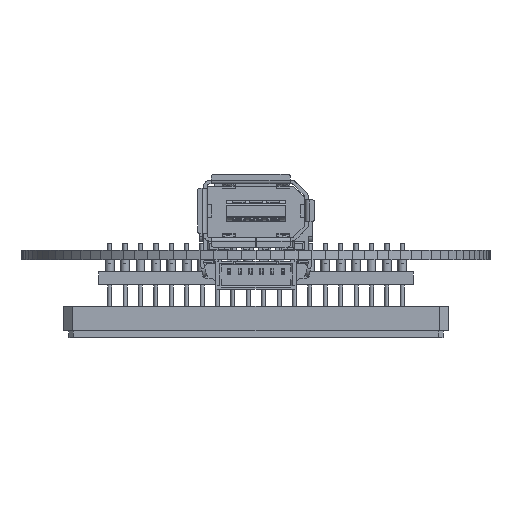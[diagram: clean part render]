
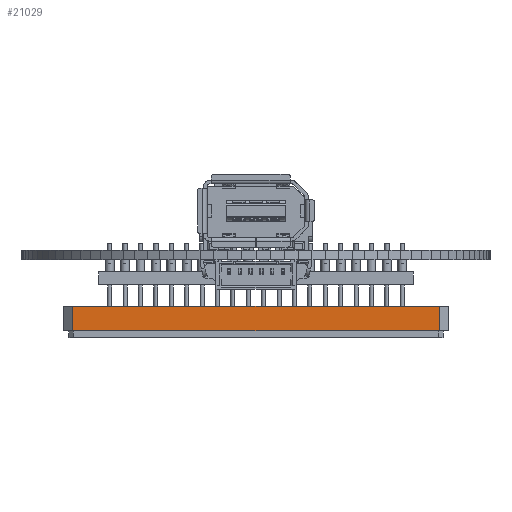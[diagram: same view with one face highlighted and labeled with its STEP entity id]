
A CAD part, front view. The second image highlights one B-rep face of the part: STEP entity #21029.
In plain terms, the highlighted face is planar.
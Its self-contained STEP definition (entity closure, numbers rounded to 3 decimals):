
#19760 = PLANE('',#19761);
#19761 = AXIS2_PLACEMENT_3D('',#19762,#19763,#19764);
#19762 = CARTESIAN_POINT('',(-22.225,-21.67,2.79));
#19763 = DIRECTION('',(0.,0.,-1.));
#19764 = DIRECTION('',(1.,0.,0.));
#19823 = EDGE_CURVE('',#19824,#19826,#19828,.T.);
#19824 = VERTEX_POINT('',#19825);
#19825 = CARTESIAN_POINT('',(-21.172,22.67,2.79));
#19826 = VERTEX_POINT('',#19827);
#19827 = CARTESIAN_POINT('',(21.172,22.67,2.79));
#19828 = SURFACE_CURVE('',#19829,(#19833,#19840),.PCURVE_S1.);
#19829 = LINE('',#19830,#19831);
#19830 = CARTESIAN_POINT('',(-22.225,22.67,2.79));
#19831 = VECTOR('',#19832,1.);
#19832 = DIRECTION('',(1.,0.,0.));
#19833 = PCURVE('',#19760,#19834);
#19834 = DEFINITIONAL_REPRESENTATION('',(#19835),#19839);
#19835 = LINE('',#19836,#19837);
#19836 = CARTESIAN_POINT('',(0.,-44.34));
#19837 = VECTOR('',#19838,1.);
#19838 = DIRECTION('',(1.,0.));
#19839 = ( GEOMETRIC_REPRESENTATION_CONTEXT(2) 
PARAMETRIC_REPRESENTATION_CONTEXT() REPRESENTATION_CONTEXT('2D SPACE',''
  ) );
#19840 = PCURVE('',#19841,#19846);
#19841 = PLANE('',#19842);
#19842 = AXIS2_PLACEMENT_3D('',#19843,#19844,#19845);
#19843 = CARTESIAN_POINT('',(-22.225,22.67,2.79));
#19844 = DIRECTION('',(0.,1.,0.));
#19845 = DIRECTION('',(1.,0.,0.));
#19846 = DEFINITIONAL_REPRESENTATION('',(#19847),#19851);
#19847 = LINE('',#19848,#19849);
#19848 = CARTESIAN_POINT('',(0.,0.));
#19849 = VECTOR('',#19850,1.);
#19850 = DIRECTION('',(1.,0.));
#19851 = ( GEOMETRIC_REPRESENTATION_CONTEXT(2) 
PARAMETRIC_REPRESENTATION_CONTEXT() REPRESENTATION_CONTEXT('2D SPACE',''
  ) );
#19869 = PLANE('',#19870);
#19870 = AXIS2_PLACEMENT_3D('',#19871,#19872,#19873);
#19871 = CARTESIAN_POINT('',(-22.579,21.264,2.79));
#19872 = DIRECTION('',(0.707,-0.707,0.));
#19873 = DIRECTION('',(-0.707,-0.707,0.));
#20035 = PLANE('',#20036);
#20036 = AXIS2_PLACEMENT_3D('',#20037,#20038,#20039);
#20037 = CARTESIAN_POINT('',(21.819,22.024,2.79));
#20038 = DIRECTION('',(-0.707,-0.707,0.));
#20039 = DIRECTION('',(-0.707,0.707,0.));
#20489 = PLANE('',#20490);
#20490 = AXIS2_PLACEMENT_3D('',#20491,#20492,#20493);
#20491 = CARTESIAN_POINT('',(-22.225,-21.67,-0.01));
#20492 = DIRECTION('',(0.,0.,-1.));
#20493 = DIRECTION('',(1.,0.,0.));
#21029 = ADVANCED_FACE('',(#21030),#19841,.T.);
#21030 = FACE_BOUND('',#21031,.T.);
#21031 = EDGE_LOOP('',(#21032,#21057,#21078,#21079));
#21032 = ORIENTED_EDGE('',*,*,#21033,.F.);
#21033 = EDGE_CURVE('',#21034,#21036,#21038,.T.);
#21034 = VERTEX_POINT('',#21035);
#21035 = CARTESIAN_POINT('',(-21.172,22.67,-0.01));
#21036 = VERTEX_POINT('',#21037);
#21037 = CARTESIAN_POINT('',(21.172,22.67,-0.01));
#21038 = SURFACE_CURVE('',#21039,(#21043,#21050),.PCURVE_S1.);
#21039 = LINE('',#21040,#21041);
#21040 = CARTESIAN_POINT('',(-22.225,22.67,-0.01));
#21041 = VECTOR('',#21042,1.);
#21042 = DIRECTION('',(1.,0.,0.));
#21043 = PCURVE('',#19841,#21044);
#21044 = DEFINITIONAL_REPRESENTATION('',(#21045),#21049);
#21045 = LINE('',#21046,#21047);
#21046 = CARTESIAN_POINT('',(0.,2.8));
#21047 = VECTOR('',#21048,1.);
#21048 = DIRECTION('',(1.,0.));
#21049 = ( GEOMETRIC_REPRESENTATION_CONTEXT(2) 
PARAMETRIC_REPRESENTATION_CONTEXT() REPRESENTATION_CONTEXT('2D SPACE',''
  ) );
#21050 = PCURVE('',#20489,#21051);
#21051 = DEFINITIONAL_REPRESENTATION('',(#21052),#21056);
#21052 = LINE('',#21053,#21054);
#21053 = CARTESIAN_POINT('',(0.,-44.34));
#21054 = VECTOR('',#21055,1.);
#21055 = DIRECTION('',(1.,0.));
#21056 = ( GEOMETRIC_REPRESENTATION_CONTEXT(2) 
PARAMETRIC_REPRESENTATION_CONTEXT() REPRESENTATION_CONTEXT('2D SPACE',''
  ) );
#21057 = ORIENTED_EDGE('',*,*,#21058,.T.);
#21058 = EDGE_CURVE('',#21034,#19824,#21059,.T.);
#21059 = SURFACE_CURVE('',#21060,(#21064,#21071),.PCURVE_S1.);
#21060 = LINE('',#21061,#21062);
#21061 = CARTESIAN_POINT('',(-21.172,22.67,2.79));
#21062 = VECTOR('',#21063,1.);
#21063 = DIRECTION('',(0.,0.,1.));
#21064 = PCURVE('',#19841,#21065);
#21065 = DEFINITIONAL_REPRESENTATION('',(#21066),#21070);
#21066 = LINE('',#21067,#21068);
#21067 = CARTESIAN_POINT('',(1.053,0.));
#21068 = VECTOR('',#21069,1.);
#21069 = DIRECTION('',(0.,-1.));
#21070 = ( GEOMETRIC_REPRESENTATION_CONTEXT(2) 
PARAMETRIC_REPRESENTATION_CONTEXT() REPRESENTATION_CONTEXT('2D SPACE',''
  ) );
#21071 = PCURVE('',#19869,#21072);
#21072 = DEFINITIONAL_REPRESENTATION('',(#21073),#21077);
#21073 = LINE('',#21074,#21075);
#21074 = CARTESIAN_POINT('',(-1.989,0.));
#21075 = VECTOR('',#21076,1.);
#21076 = DIRECTION('',(0.,-1.));
#21077 = ( GEOMETRIC_REPRESENTATION_CONTEXT(2) 
PARAMETRIC_REPRESENTATION_CONTEXT() REPRESENTATION_CONTEXT('2D SPACE',''
  ) );
#21078 = ORIENTED_EDGE('',*,*,#19823,.T.);
#21079 = ORIENTED_EDGE('',*,*,#21080,.T.);
#21080 = EDGE_CURVE('',#19826,#21036,#21081,.T.);
#21081 = SURFACE_CURVE('',#21082,(#21086,#21093),.PCURVE_S1.);
#21082 = LINE('',#21083,#21084);
#21083 = CARTESIAN_POINT('',(21.172,22.67,2.79));
#21084 = VECTOR('',#21085,1.);
#21085 = DIRECTION('',(0.,0.,-1.));
#21086 = PCURVE('',#19841,#21087);
#21087 = DEFINITIONAL_REPRESENTATION('',(#21088),#21092);
#21088 = LINE('',#21089,#21090);
#21089 = CARTESIAN_POINT('',(43.397,0.));
#21090 = VECTOR('',#21091,1.);
#21091 = DIRECTION('',(0.,1.));
#21092 = ( GEOMETRIC_REPRESENTATION_CONTEXT(2) 
PARAMETRIC_REPRESENTATION_CONTEXT() REPRESENTATION_CONTEXT('2D SPACE',''
  ) );
#21093 = PCURVE('',#20035,#21094);
#21094 = DEFINITIONAL_REPRESENTATION('',(#21095),#21099);
#21095 = LINE('',#21096,#21097);
#21096 = CARTESIAN_POINT('',(0.914,0.));
#21097 = VECTOR('',#21098,1.);
#21098 = DIRECTION('',(0.,1.));
#21099 = ( GEOMETRIC_REPRESENTATION_CONTEXT(2) 
PARAMETRIC_REPRESENTATION_CONTEXT() REPRESENTATION_CONTEXT('2D SPACE',''
  ) );
